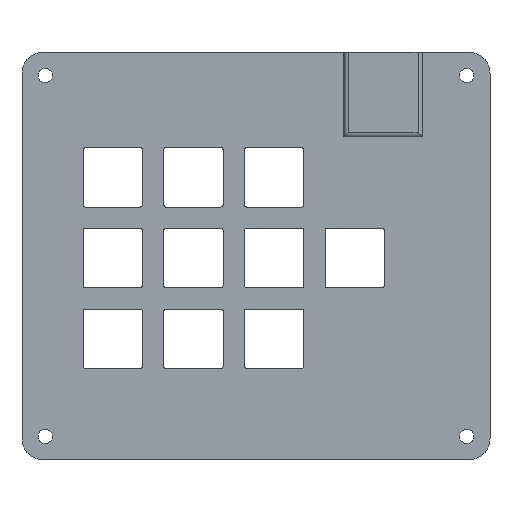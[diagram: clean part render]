
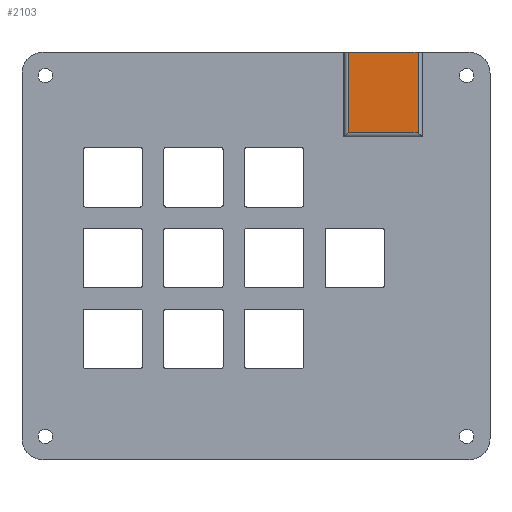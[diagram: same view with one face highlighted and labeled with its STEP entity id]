
A CAD part, top view. The second image highlights one B-rep face of the part: STEP entity #2103.
In plain terms, the highlighted planar face has unit normal (0, 0, 1).
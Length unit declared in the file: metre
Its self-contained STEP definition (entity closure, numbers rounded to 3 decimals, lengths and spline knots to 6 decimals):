
#744=ORIENTED_EDGE('',*,*,#1059,.T.);
#745=ORIENTED_EDGE('',*,*,#1072,.T.);
#746=ORIENTED_EDGE('',*,*,#1073,.T.);
#747=ORIENTED_EDGE('',*,*,#1074,.T.);
#1059=EDGE_CURVE('',#1275,#1274,#1470,.T.);
#1072=EDGE_CURVE('',#1274,#1281,#1479,.T.);
#1073=EDGE_CURVE('',#1281,#1282,#1480,.F.);
#1074=EDGE_CURVE('',#1282,#1275,#1481,.F.);
#1274=VERTEX_POINT('',#3524);
#1275=VERTEX_POINT('',#3526);
#1281=VERTEX_POINT('',#3550);
#1282=VERTEX_POINT('',#3552);
#1470=LINE('',#3525,#1669);
#1479=LINE('',#3549,#1678);
#1480=LINE('',#3551,#1679);
#1481=LINE('',#3553,#1680);
#1669=VECTOR('',#2900,1.);
#1678=VECTOR('',#2927,1.);
#1679=VECTOR('',#2928,1.);
#1680=VECTOR('',#2929,1.);
#1810=EDGE_LOOP('',(#744,#745,#746,#747));
#1947=FACE_BOUND('',#1810,.T.);
#2004=PLANE('',#2321);
#2103=ADVANCED_FACE('',(#1947),#2004,.T.);
#2321=AXIS2_PLACEMENT_3D('',#3548,#2925,#2926);
#2900=DIRECTION('',(-1.,0.,0.));
#2925=DIRECTION('',(0.,0.,1.));
#2926=DIRECTION('',(1.,0.,0.));
#2927=DIRECTION('',(0.,-1.,0.));
#2928=DIRECTION('',(-1.,0.,0.));
#2929=DIRECTION('',(0.,-1.,0.));
#3524=CARTESIAN_POINT('',(0.021757,0.048097,0.0024));
#3525=CARTESIAN_POINT('',(0.021257,0.048097,0.0024));
#3526=CARTESIAN_POINT('',(0.038257,0.048097,0.0024));
#3548=CARTESIAN_POINT('',(0.030007,0.038097,0.0024));
#3549=CARTESIAN_POINT('',(0.021757,0.028097,0.0024));
#3550=CARTESIAN_POINT('',(0.021757,0.029097,0.0024));
#3551=CARTESIAN_POINT('',(0.030007,0.029097,0.0024));
#3552=CARTESIAN_POINT('',(0.038257,0.029097,0.0024));
#3553=CARTESIAN_POINT('',(0.038257,0.038097,0.0024));
